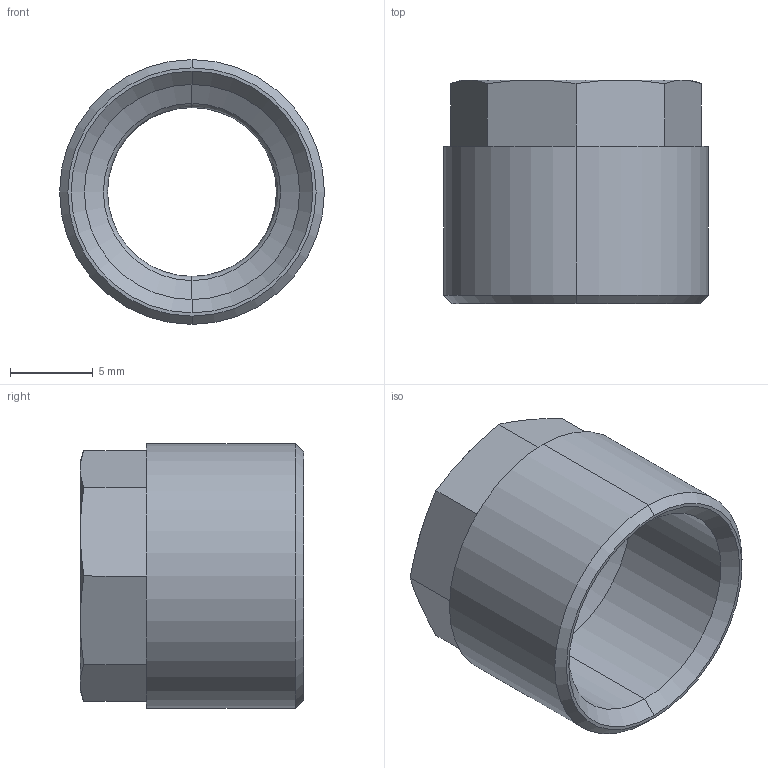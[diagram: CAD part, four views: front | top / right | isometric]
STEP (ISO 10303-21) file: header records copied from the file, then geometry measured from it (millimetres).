
FILE_DESCRIPTION (( 'STEP AP214' ), '1' );
FILE_NAME ('0170000015X00A.STEP', '2013-02-25T17:35:03', ( '' ), ( '' ), 'SwSTEP 2.0', 'SolidWorks 2012', '' );
FILE_SCHEMA (( 'AUTOMOTIVE_DESIGN' ));
Length unit declared in the file: millimetre
Products named in the file (1): 0170000015X00A
Bounding box: 16 x 13.5 x 16 mm (x, y, z)
Volume: 980.5 mm3; surface area: 1346.6 mm2
Topology: 1 solids, 1 shells, 36 faces, 82 edges, 49 vertices
Faces by surface type: cone 15, plane 11, cylinder 6, bspline 4
Entity records: 1121 total; most frequent: CARTESIAN_POINT 294, ORIENTED_EDGE 164, DIRECTION 157, EDGE_CURVE 82, AXIS2_PLACEMENT_3D 64, VERTEX_POINT 49, EDGE_LOOP 39, ADVANCED_FACE 36
